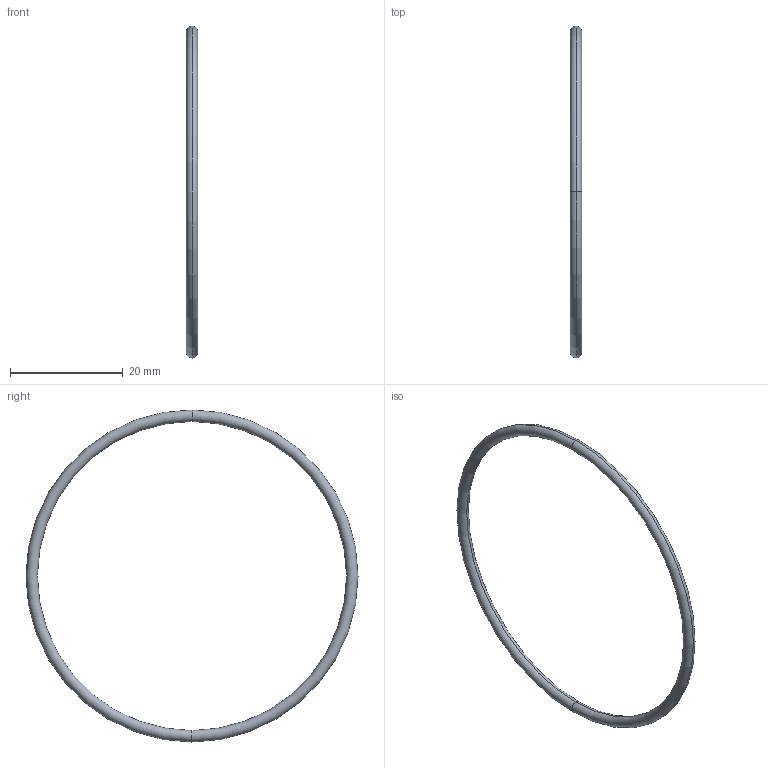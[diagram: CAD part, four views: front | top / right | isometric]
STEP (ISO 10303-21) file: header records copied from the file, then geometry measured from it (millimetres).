
FILE_DESCRIPTION (( 'STEP AP203' ), '1' );
FILE_NAME ('OM-63-BN.STEP', '2008-03-29T09:22:32', ( 'Baystate-05' ), ( 'BayState InfoTech' ), 'SwSTEP 2.0', 'SolidWorks 2007', '' );
FILE_SCHEMA (( 'CONFIG_CONTROL_DESIGN' ));
Length unit declared in the file: inch
Products named in the file (1): OM-63-BN
Bounding box: 2.03 x 58.93 x 58.93 mm (x, y, z)
Volume: 579.7 mm3; surface area: 1141.1 mm2
Topology: 1 solids, 1 shells, 4 faces, 8 edges, 4 vertices
Faces by surface type: torus 4
Entity records: 191 total; most frequent: DIRECTION 26, CARTESIAN_POINT 17, ORIENTED_EDGE 16, AXIS2_PLACEMENT_3D 13, CIRCLE 8, EDGE_CURVE 8, PERSON_AND_ORGANIZATION 8, PERSON_AND_ORGANIZATION_ROLE 5
